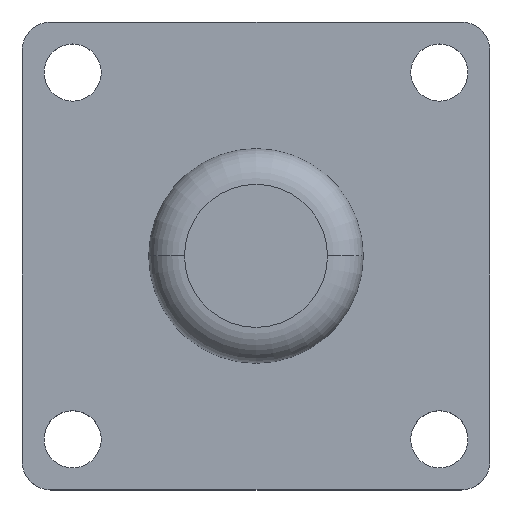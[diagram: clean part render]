
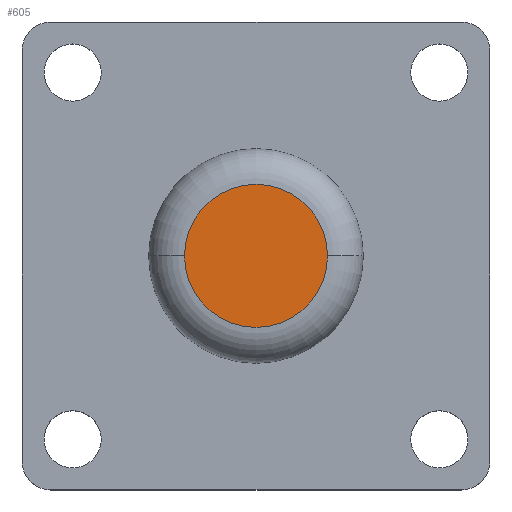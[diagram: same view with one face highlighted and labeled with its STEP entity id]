
A CAD part, top view. The second image highlights one B-rep face of the part: STEP entity #605.
In plain terms, the highlighted planar face has unit normal (0, 0, 1).
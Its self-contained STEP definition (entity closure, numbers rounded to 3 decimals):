
#21 = EDGE_CURVE ( 'NONE', #712, #794, #819, .T. ) ;
#29 = ORIENTED_EDGE ( 'NONE', *, *, #21, .T. ) ;
#45 = DIRECTION ( 'NONE',  ( 0., 0., 1. ) ) ;
#129 = EDGE_LOOP ( 'NONE', ( #486, #29 ) ) ;
#170 = DIRECTION ( 'NONE',  ( 1., 0., 0. ) ) ;
#174 = DIRECTION ( 'NONE',  ( 0., 0., 1. ) ) ;
#250 = CARTESIAN_POINT ( 'NONE',  ( 0., 0., 5. ) ) ;
#253 = CARTESIAN_POINT ( 'NONE',  ( -4., 0., 5. ) ) ;
#326 = DIRECTION ( 'NONE',  ( 0., 0., 1. ) ) ;
#390 = CARTESIAN_POINT ( 'NONE',  ( 4., 0., 5. ) ) ;
#411 = CIRCLE ( 'NONE', #630, 4. ) ;
#486 = ORIENTED_EDGE ( 'NONE', *, *, #646, .T. ) ;
#496 = AXIS2_PLACEMENT_3D ( 'NONE', #250, #326, #787 ) ;
#503 = PLANE ( 'NONE',  #879 ) ;
#509 = DIRECTION ( 'NONE',  ( 1., 0., 0. ) ) ;
#582 = CARTESIAN_POINT ( 'NONE',  ( 0., 0., 5. ) ) ;
#605 = ADVANCED_FACE ( 'NONE', ( #711 ), #503, .T. ) ;
#630 = AXIS2_PLACEMENT_3D ( 'NONE', #774, #45, #170 ) ;
#646 = EDGE_CURVE ( 'NONE', #794, #712, #411, .T. ) ;
#711 = FACE_OUTER_BOUND ( 'NONE', #129, .T. ) ;
#712 = VERTEX_POINT ( 'NONE', #253 ) ;
#774 = CARTESIAN_POINT ( 'NONE',  ( 0., 0., 5. ) ) ;
#787 = DIRECTION ( 'NONE',  ( 1., 0., 0. ) ) ;
#794 = VERTEX_POINT ( 'NONE', #390 ) ;
#819 = CIRCLE ( 'NONE', #496, 4. ) ;
#879 = AXIS2_PLACEMENT_3D ( 'NONE', #582, #174, #509 ) ;
